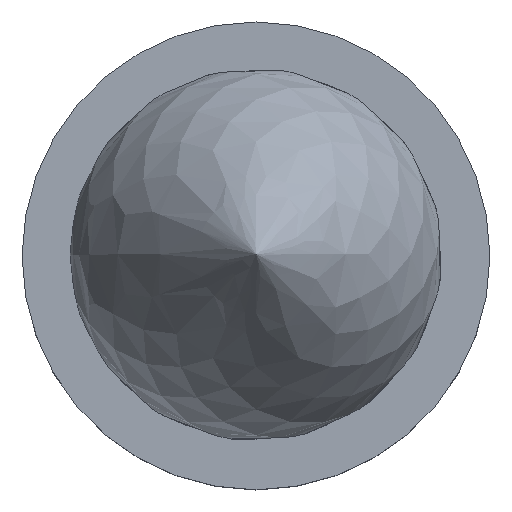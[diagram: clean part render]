
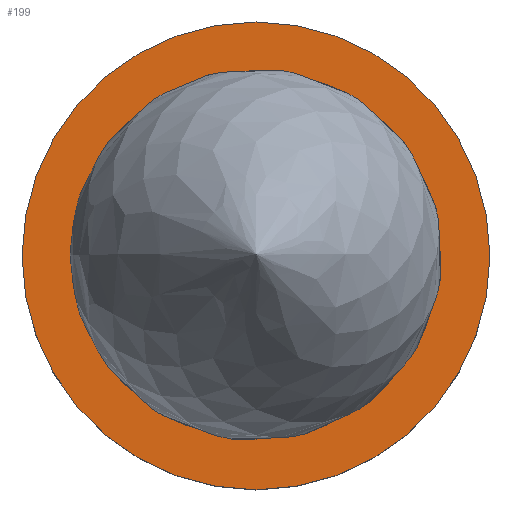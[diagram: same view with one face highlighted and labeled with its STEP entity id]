
A CAD part, top view. The second image highlights one B-rep face of the part: STEP entity #199.
In plain terms, the highlighted planar face has unit normal (0, 0, 1).
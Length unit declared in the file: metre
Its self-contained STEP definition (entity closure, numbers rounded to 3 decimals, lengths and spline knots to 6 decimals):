
#22=PLANE('',#266);
#46=ORIENTED_EDGE('',*,*,#71,.F.);
#47=ORIENTED_EDGE('',*,*,#68,.T.);
#68=EDGE_CURVE('',#85,#85,#103,.T.);
#71=EDGE_CURVE('',#88,#88,#106,.T.);
#85=VERTEX_POINT('',#378);
#88=VERTEX_POINT('',#387);
#103=CIRCLE('',#259,0.025);
#106=CIRCLE('',#265,0.018);
#132=EDGE_LOOP('',(#46));
#133=EDGE_LOOP('',(#47));
#166=FACE_BOUND('',#132,.T.);
#167=FACE_BOUND('',#133,.T.);
#199=ADVANCED_FACE('',(#166,#167),#22,.F.);
#259=AXIS2_PLACEMENT_3D('',#377,#311,#312);
#265=AXIS2_PLACEMENT_3D('',#386,#323,#324);
#266=AXIS2_PLACEMENT_3D('',#388,#325,#326);
#311=DIRECTION('',(0.,0.,1.));
#312=DIRECTION('',(1.,0.,0.));
#323=DIRECTION('',(0.,0.,1.));
#324=DIRECTION('',(1.,0.,0.));
#325=DIRECTION('',(0.,0.,-1.));
#326=DIRECTION('',(-1.,0.,0.));
#377=CARTESIAN_POINT('',(0.,0.,0.01125));
#378=CARTESIAN_POINT('',(0.025,0.,0.01125));
#386=CARTESIAN_POINT('',(0.,0.,0.01125));
#387=CARTESIAN_POINT('',(0.018,0.,0.01125));
#388=CARTESIAN_POINT('',(-0.0215,0.,0.01125));
